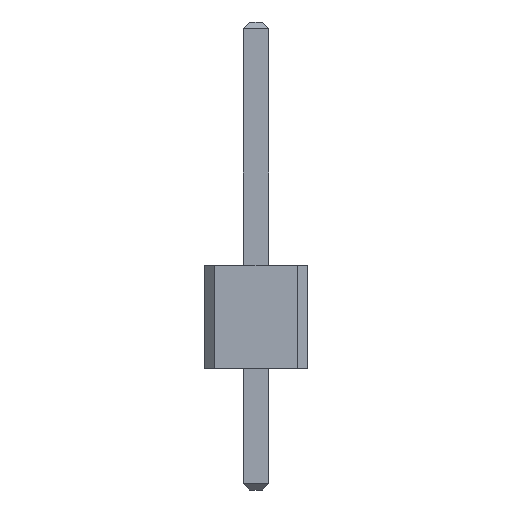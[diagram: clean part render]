
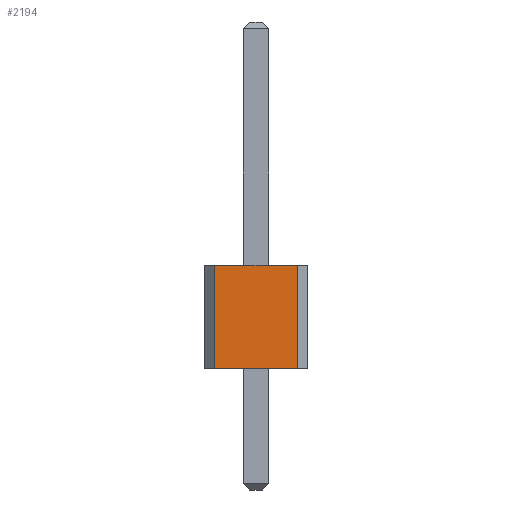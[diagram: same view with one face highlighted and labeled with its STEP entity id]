
A CAD part, front view. The second image highlights one B-rep face of the part: STEP entity #2194.
In plain terms, the highlighted planar face has unit normal (0, -1, 0).
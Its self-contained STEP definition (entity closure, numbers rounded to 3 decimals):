
#148=FACE_OUTER_BOUND('',#272,.T.);
#272=EDGE_LOOP('',(#1478,#1479,#1480,#1481));
#406=LINE('',#3006,#702);
#407=LINE('',#3008,#703);
#408=LINE('',#3010,#704);
#409=LINE('',#3011,#705);
#702=VECTOR('',#2460,1.);
#703=VECTOR('',#2461,10.);
#704=VECTOR('',#2462,1.);
#705=VECTOR('',#2463,10.);
#998=VERTEX_POINT('',#3004);
#999=VERTEX_POINT('',#3005);
#1000=VERTEX_POINT('',#3007);
#1001=VERTEX_POINT('',#3009);
#1182=EDGE_CURVE('',#998,#999,#406,.T.);
#1183=EDGE_CURVE('',#1000,#998,#407,.T.);
#1184=EDGE_CURVE('',#1000,#1001,#408,.T.);
#1185=EDGE_CURVE('',#999,#1001,#409,.T.);
#1478=ORIENTED_EDGE('',*,*,#1182,.F.);
#1479=ORIENTED_EDGE('',*,*,#1183,.F.);
#1480=ORIENTED_EDGE('',*,*,#1184,.T.);
#1481=ORIENTED_EDGE('',*,*,#1185,.F.);
#2070=PLANE('',#2332);
#2194=ADVANCED_FACE('',(#148),#2070,.F.);
#2332=AXIS2_PLACEMENT_3D('',#3003,#2458,#2459);
#2458=DIRECTION('center_axis',(0.,1.,0.));
#2459=DIRECTION('ref_axis',(0.,0.,1.));
#2460=DIRECTION('',(0.,0.,1.));
#2461=DIRECTION('',(-1.,0.,0.));
#2462=DIRECTION('',(0.,0.,1.));
#2463=DIRECTION('',(1.,0.,0.));
#3003=CARTESIAN_POINT('Origin',(0.,-11.43,2.77));
#3004=CARTESIAN_POINT('',(-1.016,-11.43,0.));
#3005=CARTESIAN_POINT('',(-1.016,-11.43,2.54));
#3006=CARTESIAN_POINT('',(-1.016,-11.43,0.));
#3007=CARTESIAN_POINT('',(1.016,-11.43,0.));
#3008=CARTESIAN_POINT('',(0.,-11.43,0.));
#3009=CARTESIAN_POINT('',(1.016,-11.43,2.54));
#3010=CARTESIAN_POINT('',(1.016,-11.43,0.));
#3011=CARTESIAN_POINT('',(0.,-11.43,2.54));
